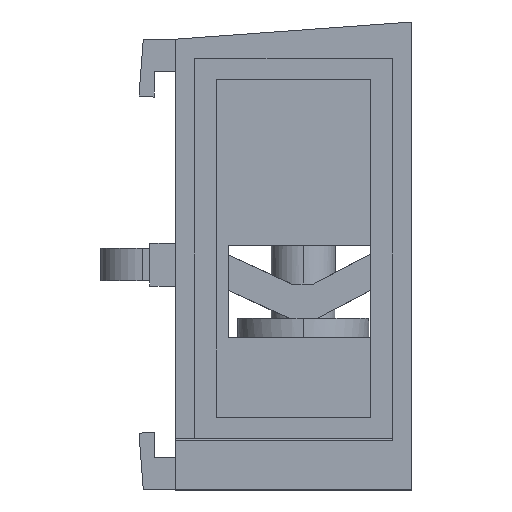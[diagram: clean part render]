
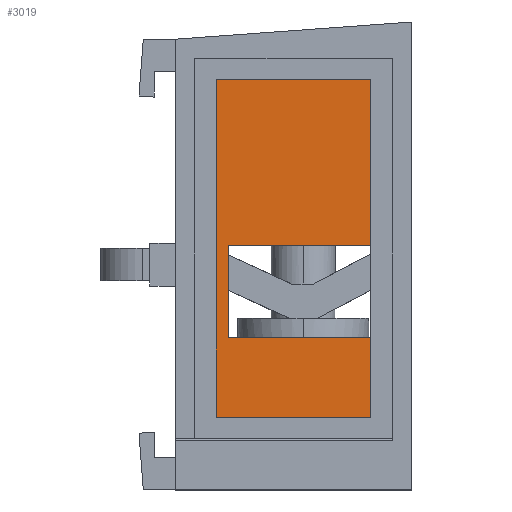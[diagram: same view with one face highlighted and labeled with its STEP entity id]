
A CAD part, left-side view. The second image highlights one B-rep face of the part: STEP entity #3019.
In plain terms, the highlighted planar face has unit normal (-1, 0, 0).
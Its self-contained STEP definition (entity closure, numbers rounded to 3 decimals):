
#131 = DIRECTION ( 'NONE',  ( 0., 0., 1. ) ) ;
#257 = LINE ( 'NONE', #444, #3155 ) ;
#345 = DIRECTION ( 'NONE',  ( 0., 0., -1. ) ) ;
#349 = VERTEX_POINT ( 'NONE', #3428 ) ;
#444 = CARTESIAN_POINT ( 'NONE',  ( -17.55, 11., -3.4 ) ) ;
#782 = CARTESIAN_POINT ( 'NONE',  ( -17.55, 11., 10.5 ) ) ;
#921 = VERTEX_POINT ( 'NONE', #4483 ) ;
#1044 = VECTOR ( 'NONE', #2689, 1000. ) ;
#1148 = LINE ( 'NONE', #6220, #1044 ) ;
#1243 = ORIENTED_EDGE ( 'NONE', *, *, #1894, .T. ) ;
#1281 = CARTESIAN_POINT ( 'NONE',  ( -17.55, 1.9, -7.1 ) ) ;
#1337 = VERTEX_POINT ( 'NONE', #6381 ) ;
#1354 = VECTOR ( 'NONE', #131, 1000. ) ;
#1387 = CARTESIAN_POINT ( 'NONE',  ( -17.55, 9.1, -7.1 ) ) ;
#1423 = DIRECTION ( 'NONE',  ( 0., 1., 0. ) ) ;
#1508 = DIRECTION ( 'NONE',  ( 0., 0., 1. ) ) ;
#1519 = VECTOR ( 'NONE', #6242, 1000. ) ;
#1570 = CARTESIAN_POINT ( 'NONE',  ( -17.55, 8.55, 10.5 ) ) ;
#1812 = ORIENTED_EDGE ( 'NONE', *, *, #3896, .T. ) ;
#1863 = LINE ( 'NONE', #1281, #2823 ) ;
#1894 = EDGE_CURVE ( 'NONE', #1337, #3401, #2743, .T. ) ;
#2001 = LINE ( 'NONE', #5501, #2691 ) ;
#2164 = EDGE_CURVE ( 'NONE', #6094, #3416, #5612, .T. ) ;
#2223 = LINE ( 'NONE', #1570, #1354 ) ;
#2241 = ORIENTED_EDGE ( 'NONE', *, *, #5005, .T. ) ;
#2362 = CARTESIAN_POINT ( 'NONE',  ( -17.55, 1.9, 8.6 ) ) ;
#2545 = EDGE_CURVE ( 'NONE', #3401, #6094, #2001, .T. ) ;
#2608 = DIRECTION ( 'NONE',  ( 0., 1., 0. ) ) ;
#2689 = DIRECTION ( 'NONE',  ( 0., -1., 0. ) ) ;
#2691 = VECTOR ( 'NONE', #1508, 1000. ) ;
#2743 = LINE ( 'NONE', #4234, #1519 ) ;
#2776 = DIRECTION ( 'NONE',  ( 1., 0., 0. ) ) ;
#2823 = VECTOR ( 'NONE', #5831, 1000. ) ;
#2859 = VERTEX_POINT ( 'NONE', #5456 ) ;
#2990 = ORIENTED_EDGE ( 'NONE', *, *, #2545, .T. ) ;
#3019 = ADVANCED_FACE ( 'NONE', ( #3276 ), #4729, .F. ) ;
#3107 = EDGE_CURVE ( 'NONE', #3416, #2859, #3208, .T. ) ;
#3155 = VECTOR ( 'NONE', #1423, 1000. ) ;
#3204 = VERTEX_POINT ( 'NONE', #3429 ) ;
#3208 = LINE ( 'NONE', #1387, #5236 ) ;
#3276 = FACE_OUTER_BOUND ( 'NONE', #3562, .T. ) ;
#3401 = VERTEX_POINT ( 'NONE', #4226 ) ;
#3416 = VERTEX_POINT ( 'NONE', #5248 ) ;
#3428 = CARTESIAN_POINT ( 'NONE',  ( -17.55, 1.9, -3.4 ) ) ;
#3429 = CARTESIAN_POINT ( 'NONE',  ( -17.55, 1.9, -7.1 ) ) ;
#3562 = EDGE_LOOP ( 'NONE', ( #2241, #1243, #2990, #6120, #6160, #4641, #1812, #4105 ) ) ;
#3706 = DIRECTION ( 'NONE',  ( 0., 0., -1. ) ) ;
#3896 = EDGE_CURVE ( 'NONE', #3204, #349, #1863, .T. ) ;
#4105 = ORIENTED_EDGE ( 'NONE', *, *, #5134, .T. ) ;
#4226 = CARTESIAN_POINT ( 'NONE',  ( -17.55, 1.9, 0.9 ) ) ;
#4234 = CARTESIAN_POINT ( 'NONE',  ( -17.55, 11., 0.9 ) ) ;
#4483 = CARTESIAN_POINT ( 'NONE',  ( -17.55, 8.55, -3.4 ) ) ;
#4641 = ORIENTED_EDGE ( 'NONE', *, *, #5003, .T. ) ;
#4729 = PLANE ( 'NONE',  #4920 ) ;
#4920 = AXIS2_PLACEMENT_3D ( 'NONE', #782, #2776, #3706 ) ;
#5003 = EDGE_CURVE ( 'NONE', #2859, #3204, #1148, .T. ) ;
#5005 = EDGE_CURVE ( 'NONE', #921, #1337, #2223, .T. ) ;
#5134 = EDGE_CURVE ( 'NONE', #349, #921, #257, .T. ) ;
#5236 = VECTOR ( 'NONE', #345, 1000. ) ;
#5248 = CARTESIAN_POINT ( 'NONE',  ( -17.55, 9.1, 8.6 ) ) ;
#5456 = CARTESIAN_POINT ( 'NONE',  ( -17.55, 9.1, -7.1 ) ) ;
#5501 = CARTESIAN_POINT ( 'NONE',  ( -17.55, 1.9, -7.1 ) ) ;
#5543 = CARTESIAN_POINT ( 'NONE',  ( -17.55, 9.1, 8.6 ) ) ;
#5612 = LINE ( 'NONE', #5543, #5745 ) ;
#5745 = VECTOR ( 'NONE', #2608, 1000. ) ;
#5831 = DIRECTION ( 'NONE',  ( 0., 0., 1. ) ) ;
#6094 = VERTEX_POINT ( 'NONE', #2362 ) ;
#6120 = ORIENTED_EDGE ( 'NONE', *, *, #2164, .T. ) ;
#6160 = ORIENTED_EDGE ( 'NONE', *, *, #3107, .T. ) ;
#6220 = CARTESIAN_POINT ( 'NONE',  ( -17.55, 9.1, -7.1 ) ) ;
#6242 = DIRECTION ( 'NONE',  ( 0., -1., 0. ) ) ;
#6381 = CARTESIAN_POINT ( 'NONE',  ( -17.55, 8.55, 0.9 ) ) ;
